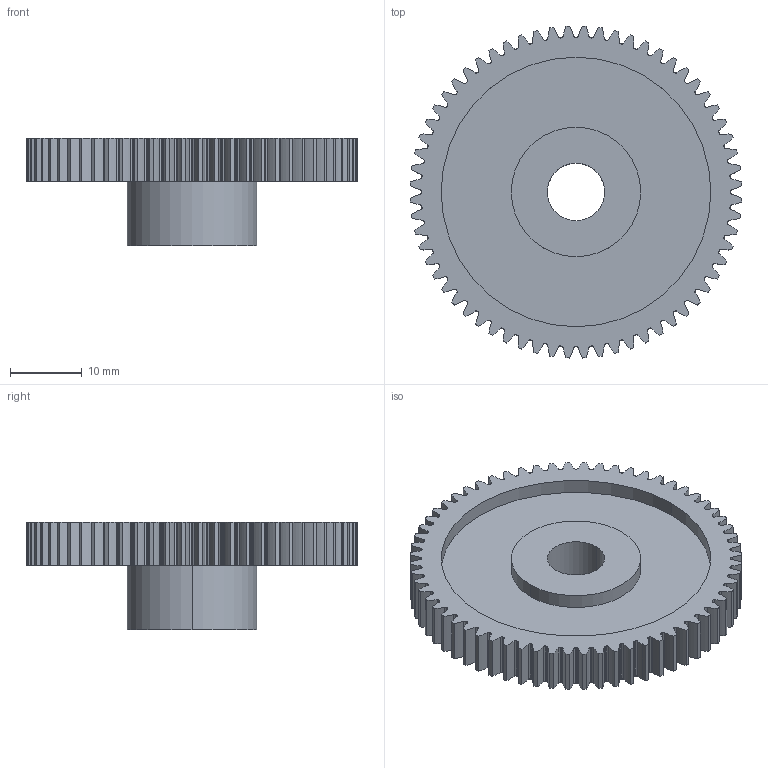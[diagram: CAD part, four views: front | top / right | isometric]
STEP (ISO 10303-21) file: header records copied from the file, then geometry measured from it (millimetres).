
FILE_DESCRIPTION (( 'STEP AP214' ), '1' );
FILE_NAME ('119-007-064.step', '2010-07-19T14:18:52', ( 'WMH Herion Antriebstechnik GmbH' ), ( 'WMH Herion Antriebstechnik GmbH' ), 'SwSTEP 2.0', 'SolidWorks 2010', '' );
FILE_SCHEMA (( 'AUTOMOTIVE_DESIGN' ));
Length unit declared in the file: millimetre
Products named in the file (1): 119-007-064
Bounding box: 46.17 x 46.17 x 15 mm (x, y, z)
Volume: 7556.5 mm3; surface area: 6279.3 mm2
Topology: 1 solids, 1 shells, 433 faces, 1281 edges, 854 vertices
Faces by surface type: cylinder 427, plane 6
Entity records: 15047 total; most frequent: DIRECTION 3003, CARTESIAN_POINT 2569, ORIENTED_EDGE 2562, AXIS2_PLACEMENT_3D 1288, EDGE_CURVE 1281, CIRCLE 854, VERTEX_POINT 854, EDGE_LOOP 439
